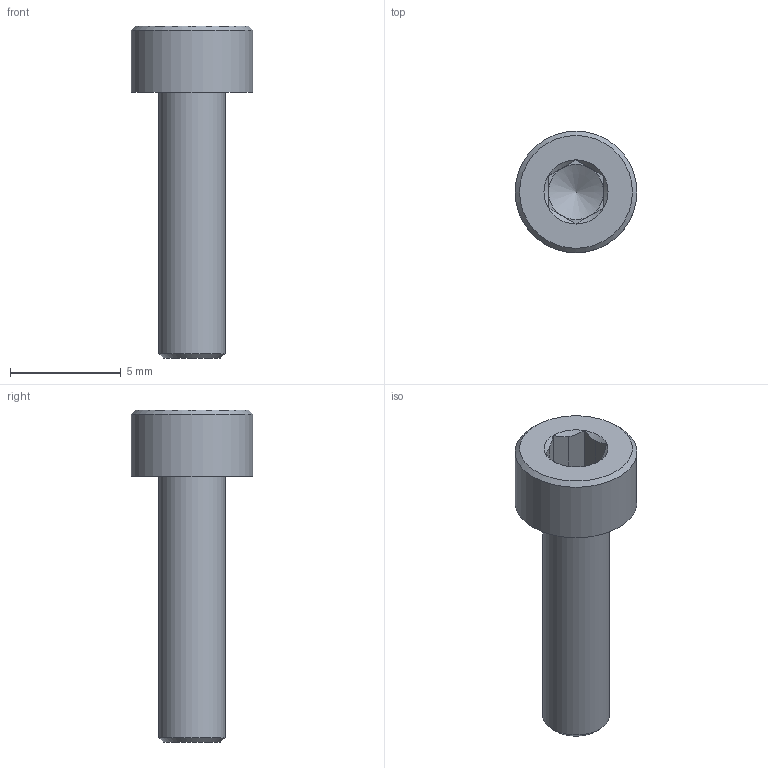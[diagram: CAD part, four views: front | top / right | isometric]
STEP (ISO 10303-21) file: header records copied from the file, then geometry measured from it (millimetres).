
FILE_DESCRIPTION(('FreeCAD Model'),'2;1');
FILE_NAME('Vis-M3x12.step','2015-12-26T10:22:36',('Author'),(''), 'Open CASCADE STEP processor 6.5','FreeCAD','Unknown');
FILE_SCHEMA(('AUTOMOTIVE_DESIGN_CC2 { 1 2 10303 214 -1 1 5 4 }'));
Length unit declared in the file: millimetre
Products named in the file (2): ASSEMBLY; Vis-M3x12
Assembly tree (1 placements, depth 2):
  ASSEMBLY
    Vis-M3x12
Bounding box: 5.5 x 5.5 x 15 mm (x, y, z)
Volume: 143.5 mm3; surface area: 226.6 mm2
Topology: 1 solids, 1 shells, 27 faces, 56 edges, 32 vertices
Faces by surface type: plane 21, cone 4, cylinder 2
Full cylindrical faces by diameter (mm): 3 x1, 5.5 x1
Entity records: 1524 total; most frequent: CARTESIAN_POINT 392, DIRECTION 208, ORIENTED_EDGE 110, PCURVE 110, DEFINITIONAL_REPRESENTATION 110, LINE 95, VECTOR 95, EDGE_CURVE 55
